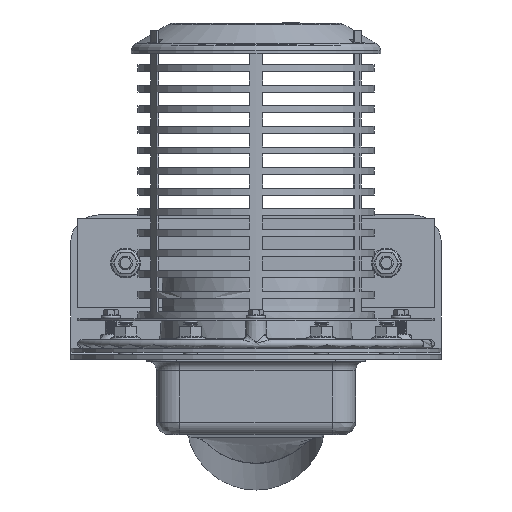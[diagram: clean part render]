
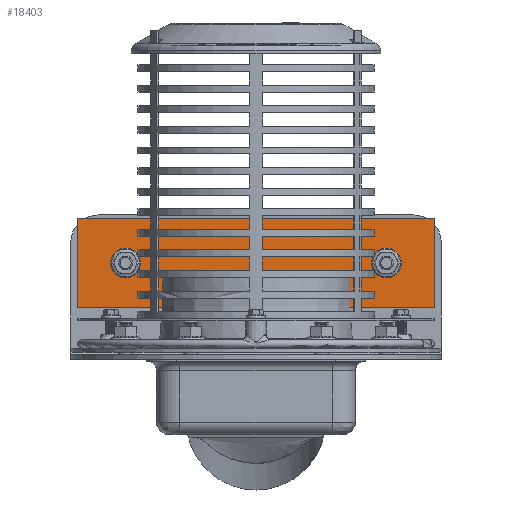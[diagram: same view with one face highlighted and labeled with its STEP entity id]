
A CAD part, left-side view. The second image highlights one B-rep face of the part: STEP entity #18403.
In plain terms, the highlighted planar face has unit normal (-1, 0, 0).
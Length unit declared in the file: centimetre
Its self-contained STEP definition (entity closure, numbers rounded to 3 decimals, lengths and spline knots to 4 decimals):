
#523=FACE_BOUND('',#3838,.T.);
#524=FACE_BOUND('',#3839,.T.);
#1343=CIRCLE('',#19836,8.);
#1344=CIRCLE('',#19838,8.);
#2726=FACE_OUTER_BOUND('',#3837,.T.);
#3837=EDGE_LOOP('',(#13692,#13693,#13694,#13695));
#3838=EDGE_LOOP('',(#13696));
#3839=EDGE_LOOP('',(#13697));
#5174=LINE('',#34169,#6546);
#5177=LINE('',#34174,#6549);
#5180=LINE('',#34190,#6552);
#5182=LINE('',#34193,#6554);
#6546=VECTOR('',#23148,1.);
#6549=VECTOR('',#23153,1.);
#6552=VECTOR('',#23172,1.);
#6554=VECTOR('',#23176,1.);
#8020=VERTEX_POINT('',#34166);
#8021=VERTEX_POINT('',#34168);
#8022=VERTEX_POINT('',#34172);
#8025=VERTEX_POINT('',#34181);
#8026=VERTEX_POINT('',#34185);
#8027=VERTEX_POINT('',#34189);
#10080=EDGE_CURVE('',#8021,#8020,#5174,.T.);
#10083=EDGE_CURVE('',#8020,#8022,#5177,.T.);
#10086=EDGE_CURVE('',#8025,#8025,#1343,.T.);
#10088=EDGE_CURVE('',#8026,#8026,#1344,.T.);
#10090=EDGE_CURVE('',#8027,#8021,#5180,.T.);
#10092=EDGE_CURVE('',#8022,#8027,#5182,.T.);
#13692=ORIENTED_EDGE('',*,*,#10083,.T.);
#13693=ORIENTED_EDGE('',*,*,#10092,.T.);
#13694=ORIENTED_EDGE('',*,*,#10090,.T.);
#13695=ORIENTED_EDGE('',*,*,#10080,.T.);
#13696=ORIENTED_EDGE('',*,*,#10088,.T.);
#13697=ORIENTED_EDGE('',*,*,#10086,.T.);
#17604=PLANE('',#19841);
#18403=ADVANCED_FACE('',(#2726,#523,#524),#17604,.T.);
#19836=AXIS2_PLACEMENT_3D('',#34182,#23162,#23163);
#19838=AXIS2_PLACEMENT_3D('',#34186,#23167,#23168);
#19841=AXIS2_PLACEMENT_3D('',#34194,#23177,#23178);
#23148=DIRECTION('',(0.,1.,0.));
#23153=DIRECTION('',(0.,0.,-1.));
#23162=DIRECTION('center_axis',(1.,0.,0.));
#23163=DIRECTION('ref_axis',(0.,-1.,0.));
#23167=DIRECTION('center_axis',(1.,0.,0.));
#23168=DIRECTION('ref_axis',(0.,-1.,0.));
#23172=DIRECTION('',(0.,0.,1.));
#23176=DIRECTION('',(0.,-1.,0.));
#23177=DIRECTION('center_axis',(-1.,0.,0.));
#23178=DIRECTION('ref_axis',(0.,-1.,0.));
#34166=CARTESIAN_POINT('',(265.999,130.,102.499));
#34168=CARTESIAN_POINT('',(265.999,-130.,102.499));
#34169=CARTESIAN_POINT('',(265.999,-130.,102.499));
#34172=CARTESIAN_POINT('',(265.999,130.,37.499));
#34174=CARTESIAN_POINT('',(265.999,130.,102.499));
#34181=CARTESIAN_POINT('',(265.999,103.,69.999));
#34182=CARTESIAN_POINT('Origin',(265.999,95.,69.999));
#34185=CARTESIAN_POINT('',(265.999,-87.,69.999));
#34186=CARTESIAN_POINT('Origin',(265.999,-95.,69.999));
#34189=CARTESIAN_POINT('',(265.999,-130.,37.499));
#34190=CARTESIAN_POINT('',(265.999,-130.,37.499));
#34193=CARTESIAN_POINT('',(265.999,130.,37.499));
#34194=CARTESIAN_POINT('Origin',(265.999,0.,
69.999));
